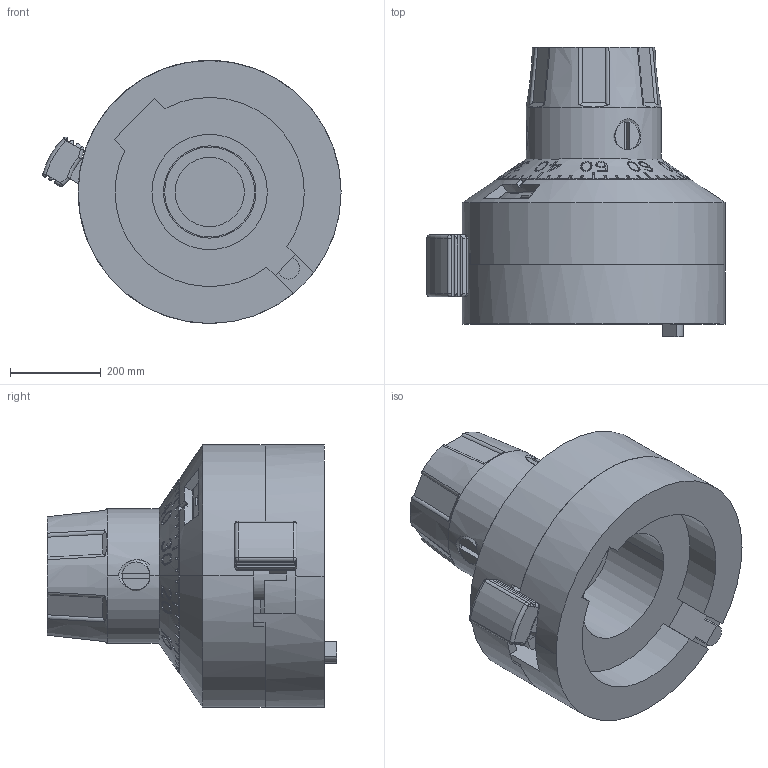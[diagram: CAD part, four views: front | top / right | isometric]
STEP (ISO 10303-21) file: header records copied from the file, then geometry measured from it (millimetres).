
FILE_DESCRIPTION((''),'2;1');
FILE_NAME('H-516-6M_ASM','2020-09-17T',('lijun'),(''),'PRO/ENGINEER BY PARAMETRIC TECHNOLOGY CORPORATION, 2008380','PRO/ENGINEER BY PARAMETRIC TECHNOLOGY CORPORATION, 2008380','');
FILE_SCHEMA(('CONFIG_CONTROL_DESIGN'));
Length unit declared in the file: inch
Products named in the file (16): PRT0012_1; PRT0013_1; PRT0014_1; PRT0015_1; PRT0016_1; PRT0017_1; PRT0018_1; PRT0019_1; PRT0020_1; PRT0021_1; ASM0009_ASM_1_ASM; ASM0008_ASM_1_ASM; ASM0007_ASM_1_ASM; ASM0006_ASM_1_ASM; ASM0005_ASM_1_ASM; H-516-6M_ASM
Assembly tree (15 placements, depth 7):
  H-516-6M_ASM
    ASM0005_ASM_1_ASM
      ASM0006_ASM_1_ASM
        ASM0007_ASM_1_ASM
          ASM0008_ASM_1_ASM
            ASM0009_ASM_1_ASM
              PRT0012_1
              PRT0013_1
              PRT0014_1
              PRT0015_1
              PRT0016_1
              PRT0017_1
              PRT0018_1
              PRT0019_1
              PRT0020_1
              PRT0021_1
Bounding box: 656.92 x 637.54 x 579.12 mm (x, y, z)
Volume: 69947148.9 mm3; surface area: 4369134.1 mm2
Topology: 10 solids, 10 shells, 2308 faces, 6672 edges, 4447 vertices
Faces by surface type: plane 1900, cylinder 268, bspline 69, cone 57, sphere 8, torus 6
Entity records: 85372 total; most frequent: CARTESIAN_POINT 28511, ORIENTED_EDGE 13328, DIRECTION 9428, EDGE_CURVE 6664, VERTEX_POINT 4447, VECTOR 3816, LINE 3816, AXIS2_PLACEMENT_3D 2806
